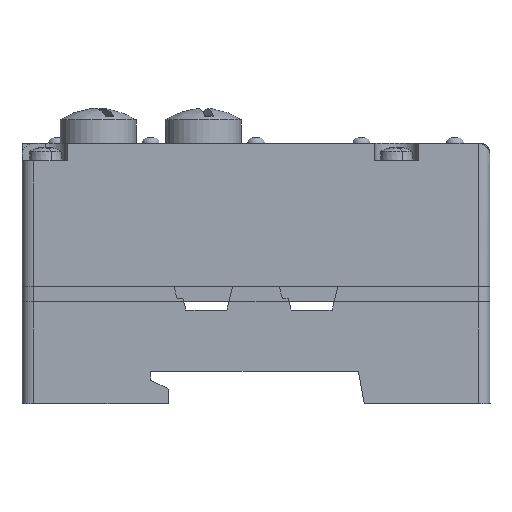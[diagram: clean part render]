
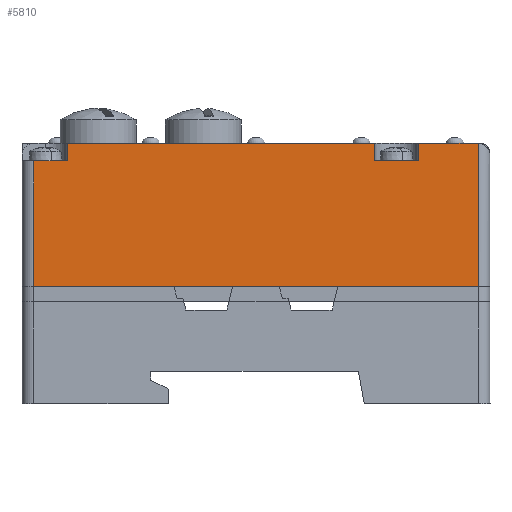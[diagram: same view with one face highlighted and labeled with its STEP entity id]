
A CAD part, left-side view. The second image highlights one B-rep face of the part: STEP entity #5810.
In plain terms, the highlighted planar face has unit normal (-1, 0, 0).
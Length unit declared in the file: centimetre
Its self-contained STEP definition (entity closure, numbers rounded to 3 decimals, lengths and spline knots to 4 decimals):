
#741=VERTEX_POINT('',#8323);
#744=VERTEX_POINT('',#8328);
#745=VERTEX_POINT('',#8330);
#751=VERTEX_POINT('',#8340);
#801=VERTEX_POINT('',#8503);
#804=VERTEX_POINT('',#8513);
#810=VERTEX_POINT('',#8531);
#812=VERTEX_POINT('',#8534);
#871=VERTEX_POINT('',#8687);
#872=VERTEX_POINT('',#8689);
#1292=VECTOR('',#6762,1.);
#1353=VECTOR('',#6902,1.);
#1357=VECTOR('',#6911,1.);
#1358=VECTOR('',#6915,1.);
#1362=VECTOR('',#6927,1.);
#1365=VECTOR('',#6933,1.);
#1422=VECTOR('',#7045,1.);
#1474=VECTOR('',#7168,1.);
#1475=VECTOR('',#7170,1.);
#1822=LINE('',#8329,#1292);
#1883=LINE('',#8505,#1353);
#1887=LINE('',#8514,#1357);
#1888=LINE('',#8518,#1358);
#1892=LINE('',#8533,#1362);
#1895=LINE('',#8540,#1365);
#1952=LINE('',#8688,#1422);
#2004=LINE('',#8837,#1474);
#2005=LINE('',#8839,#1475);
#2380=EDGE_CURVE('',#745,#744,#1822,.T.);
#2387=EDGE_CURVE('',#741,#751,#1822,.T.);
#2458=EDGE_CURVE('',#744,#801,#1883,.T.);
#2463=EDGE_CURVE('',#804,#741,#1887,.T.);
#2465=EDGE_CURVE('',#801,#804,#1888,.T.);
#2472=EDGE_CURVE('',#812,#810,#1892,.T.);
#2476=EDGE_CURVE('',#751,#812,#1895,.T.);
#2554=EDGE_CURVE('',#872,#871,#1952,.T.);
#2632=EDGE_CURVE('',#745,#871,#2004,.T.);
#2633=EDGE_CURVE('',#872,#810,#2005,.T.);
#3744=ORIENTED_EDGE('',*,*,#2463,.T.);
#3745=ORIENTED_EDGE('',*,*,#2387,.T.);
#3746=ORIENTED_EDGE('',*,*,#2476,.T.);
#3747=ORIENTED_EDGE('',*,*,#2472,.T.);
#3748=ORIENTED_EDGE('',*,*,#2633,.F.);
#3749=ORIENTED_EDGE('',*,*,#2554,.T.);
#3750=ORIENTED_EDGE('',*,*,#2632,.F.);
#3751=ORIENTED_EDGE('',*,*,#2380,.T.);
#3752=ORIENTED_EDGE('',*,*,#2458,.T.);
#3753=ORIENTED_EDGE('',*,*,#2465,.T.);
#4893=EDGE_LOOP('',(#3744,#3745,#3746,#3747,#3748,#3749,#3750,#3751,#3752,
#3753));
#5373=FACE_BOUND('',#4893,.T.);
#5810=ADVANCED_FACE('',(#5373),#9981,.T.);
#6216=AXIS2_PLACEMENT_3D('',#8838,#7169,$);
#6762=DIRECTION('',(0.,1.,0.));
#6902=DIRECTION('',(0.,0.,-1.));
#6911=DIRECTION('',(0.,0.,1.));
#6915=DIRECTION('',(0.,1.,0.));
#6927=DIRECTION('',(0.,1.,0.));
#6933=DIRECTION('',(0.,0.,-1.));
#7045=DIRECTION('',(0.,-1.,0.));
#7168=DIRECTION('',(0.,0.,-1.));
#7169=DIRECTION('',(-1.,0.,0.));
#7170=DIRECTION('',(0.,0.,1.));
#8323=CARTESIAN_POINT('',(-4.5,-2.025,2.45));
#8328=CARTESIAN_POINT('',(-4.5,-2.775,2.45));
#8329=CARTESIAN_POINT('',(-4.5,4.,2.45));
#8330=CARTESIAN_POINT('',(-4.5,-3.8,2.45));
#8340=CARTESIAN_POINT('',(-4.5,3.225,2.45));
#8503=CARTESIAN_POINT('',(-4.5,-2.775,2.15));
#8505=CARTESIAN_POINT('',(-4.5,-2.775,1.225));
#8513=CARTESIAN_POINT('',(-4.5,-2.025,2.15));
#8514=CARTESIAN_POINT('',(-4.5,-2.025,1.225));
#8518=CARTESIAN_POINT('',(-4.5,-1.2,2.15));
#8531=CARTESIAN_POINT('',(-4.5,3.8,2.15));
#8533=CARTESIAN_POINT('',(-4.5,1.8191,2.15));
#8534=CARTESIAN_POINT('',(-4.5,3.225,2.15));
#8540=CARTESIAN_POINT('',(-4.5,3.225,1.225));
#8687=CARTESIAN_POINT('',(-4.5,-3.8,0.));
#8688=CARTESIAN_POINT('',(-4.5,4.,0.));
#8689=CARTESIAN_POINT('',(-4.5,3.8,0.));
#8837=CARTESIAN_POINT('',(-4.5,-3.8,0.));
#8838=CARTESIAN_POINT('',(-4.5,0.,0.));
#8839=CARTESIAN_POINT('',(-4.5,3.8,0.));
#9981=PLANE('',#6216);
